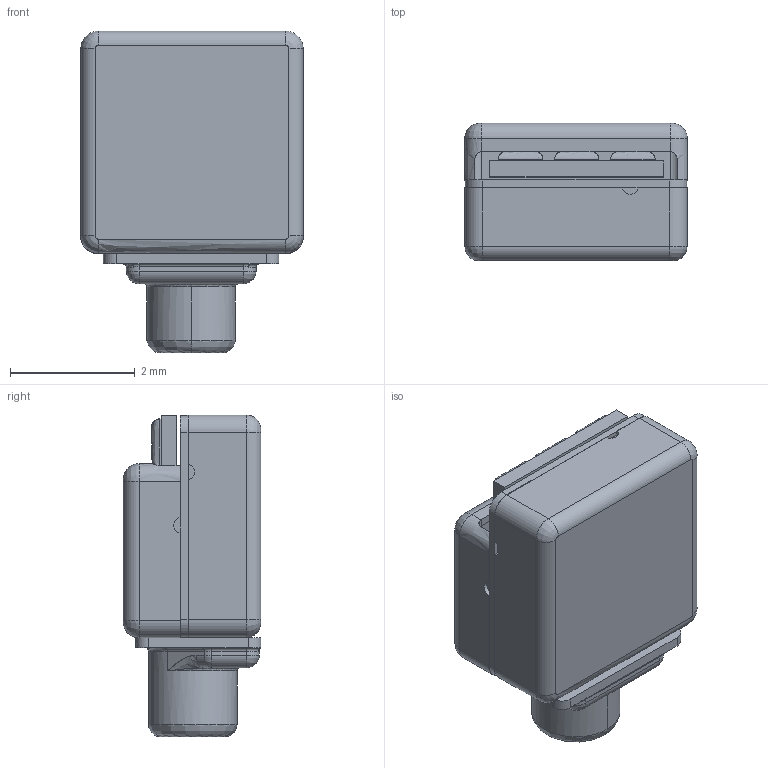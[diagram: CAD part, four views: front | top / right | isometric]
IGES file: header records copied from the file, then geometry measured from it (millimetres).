
Start section:  PTC IGES file: em-24368-c23_sw.igs
Global section: file name: em-24368-c23_sw.igs; native system: Creo Parametric by Parametric Technology Corporation; preprocessor: 2012480; author: LilWang; organization: Unknown; date: 20130821.084001; units: inch
Bounding box: 3.58 x 2.21 x 5.17 mm (x, y, z)
Surface area: 154.1 mm2 (no closed solid volume)
Topology: 0 solids, 0 shells, 726 faces, 3958 edges, 3956 vertices
Faces by surface type: bspline 563, revolution 163
